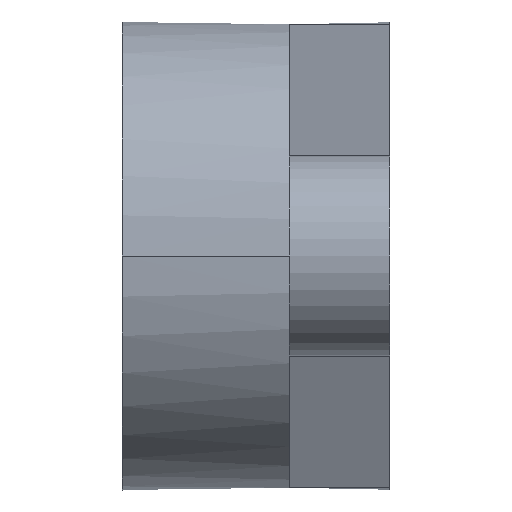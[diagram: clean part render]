
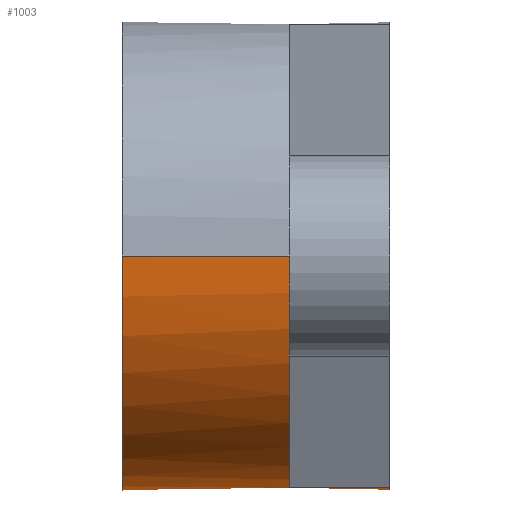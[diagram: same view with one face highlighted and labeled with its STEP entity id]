
A CAD part, left-side view. The second image highlights one B-rep face of the part: STEP entity #1003.
In plain terms, the highlighted cylindrical face has radius 3.5 mm (diameter 7 mm), a partial arc.
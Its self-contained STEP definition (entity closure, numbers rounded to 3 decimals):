
#25=CARTESIAN_POINT('',(0.,0.,0.));
#26=DIRECTION('',(0.,1.,0.));
#27=DIRECTION('',(0.14,0.,-0.99));
#28=AXIS2_PLACEMENT_3D('',#25,#26,#27);
#190=CARTESIAN_POINT('',(0.,1.5,0.));
#191=DIRECTION('',(0.,1.,0.));
#192=DIRECTION('',(1.,0.,0.));
#193=AXIS2_PLACEMENT_3D('',#190,#191,#192);
#213=CARTESIAN_POINT('',(0.,1.5,0.));
#214=DIRECTION('',(0.,1.,0.));
#215=DIRECTION('',(-0.14,0.,-0.99));
#216=AXIS2_PLACEMENT_3D('',#213,#214,#215);
#376=DIRECTION('',(0.,1.,0.));
#377=VECTOR('',#376,1.5);
#378=CARTESIAN_POINT('',(0.49,0.,-3.465));
#379=LINE('',#378,#377);
#380=DIRECTION('',(0.,1.,0.));
#381=VECTOR('',#380,2.5);
#382=CARTESIAN_POINT('',(3.5,1.5,0.));
#383=LINE('',#382,#381);
#392=DIRECTION('',(0.,1.,0.));
#393=VECTOR('',#392,2.5);
#394=CARTESIAN_POINT('',(-3.5,1.5,0.));
#395=LINE('',#394,#393);
#404=DIRECTION('',(0.,1.,0.));
#405=VECTOR('',#404,1.5);
#406=CARTESIAN_POINT('',(-0.49,0.,-3.465));
#407=LINE('',#406,#405);
#408=CARTESIAN_POINT('',(0.,4.,0.));
#409=DIRECTION('',(0.,1.,0.));
#410=DIRECTION('',(1.,0.,0.));
#411=AXIS2_PLACEMENT_3D('',#408,#409,#410);
#568=CARTESIAN_POINT('',(3.5,4.,0.));
#569=CARTESIAN_POINT('',(-3.5,4.,0.));
#570=VERTEX_POINT('',#568);
#571=VERTEX_POINT('',#569);
#576=CARTESIAN_POINT('',(3.5,1.5,0.));
#577=CARTESIAN_POINT('',(0.49,1.5,-3.465));
#578=VERTEX_POINT('',#576);
#579=VERTEX_POINT('',#577);
#580=CARTESIAN_POINT('',(-0.49,1.5,-3.465));
#581=CARTESIAN_POINT('',(-3.5,1.5,0.));
#582=VERTEX_POINT('',#580);
#583=VERTEX_POINT('',#581);
#612=CARTESIAN_POINT('',(0.49,0.,-3.465));
#613=VERTEX_POINT('',#612);
#614=CARTESIAN_POINT('',(-0.49,0.,-3.465));
#615=VERTEX_POINT('',#614);
#983=CARTESIAN_POINT('',(0.,0.,0.));
#984=DIRECTION('',(0.,1.,0.));
#985=DIRECTION('',(1.,0.,0.));
#986=AXIS2_PLACEMENT_3D('',#983,#984,#985);
#987=CYLINDRICAL_SURFACE('',#986,3.5);
#989=ORIENTED_EDGE('',*,*,#988,.T.);
#990=ORIENTED_EDGE('',*,*,#864,.F.);
#992=ORIENTED_EDGE('',*,*,#991,.T.);
#994=ORIENTED_EDGE('',*,*,#993,.T.);
#996=ORIENTED_EDGE('',*,*,#995,.F.);
#997=ORIENTED_EDGE('',*,*,#916,.F.);
#999=ORIENTED_EDGE('',*,*,#998,.F.);
#1000=ORIENTED_EDGE('',*,*,#737,.F.);
#1001=EDGE_LOOP('',(#989,#990,#992,#994,#996,#997,#999,#1000));
#1002=FACE_OUTER_BOUND('',#1001,.F.);
#29=CIRCLE('',#28,3.5);
#194=CIRCLE('',#193,3.5);
#217=CIRCLE('',#216,3.5);
#412=CIRCLE('',#411,3.5);
#737=EDGE_CURVE('',#613,#615,#29,.T.);
#864=EDGE_CURVE('',#578,#579,#194,.T.);
#916=EDGE_CURVE('',#582,#583,#217,.T.);
#988=EDGE_CURVE('',#613,#579,#379,.T.);
#991=EDGE_CURVE('',#578,#570,#383,.T.);
#993=EDGE_CURVE('',#570,#571,#412,.T.);
#995=EDGE_CURVE('',#583,#571,#395,.T.);
#998=EDGE_CURVE('',#615,#582,#407,.T.);
#1003=ADVANCED_FACE('',(#1002),#987,.T.);
